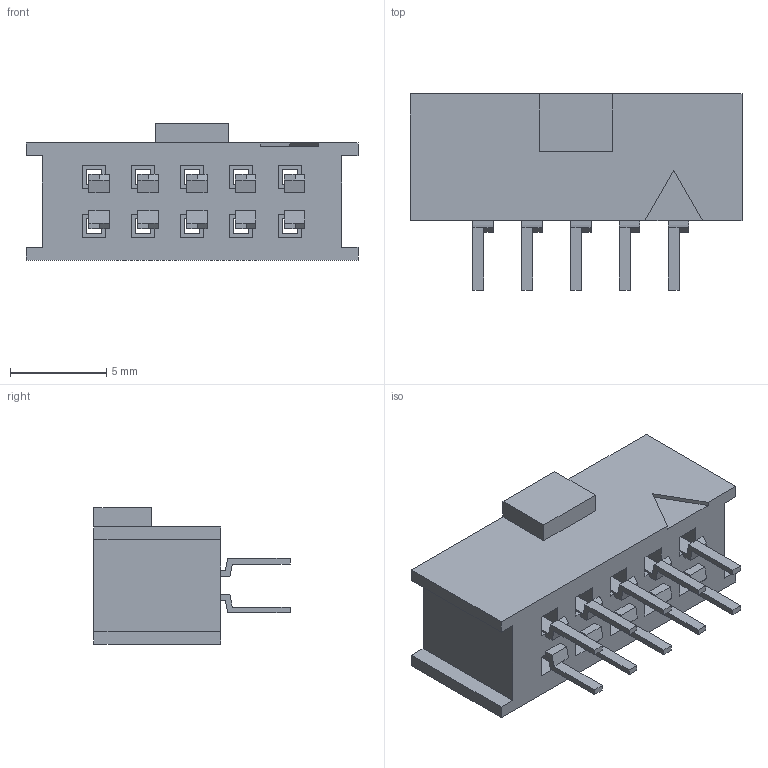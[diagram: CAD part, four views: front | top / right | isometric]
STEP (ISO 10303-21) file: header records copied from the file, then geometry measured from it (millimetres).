
FILE_DESCRIPTION (( 'STEP AP214' ), '1' );
FILE_NAME ('XG4H_1031.step', '2019-03-18T12:30:00', ( 'OSMC1.0 ' ), ( ' ' ), 'SwSTEP 2.0', 'SolidWorks 2002025', '' );
FILE_SCHEMA (( 'AUTOMOTIVE_DESIGN' ));
Length unit declared in the file: millimetre
Products named in the file (1): XG4H_1031
Bounding box: 17.26 x 10.2 x 7.1 mm (x, y, z)
Volume: 571.5 mm3; surface area: 907.9 mm2
Topology: 1 solids, 1 shells, 261 faces, 687 edges, 438 vertices
Faces by surface type: plane 261
Entity records: 9074 total; most frequent: CARTESIAN_POINT 1387, ORIENTED_EDGE 1374, DIRECTION 1211, EDGE_CURVE 687, LINE 687, VECTOR 687, VERTEX_POINT 438, EDGE_LOOP 291
